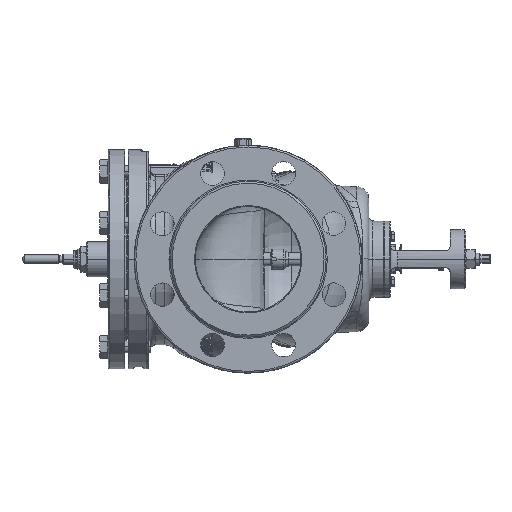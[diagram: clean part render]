
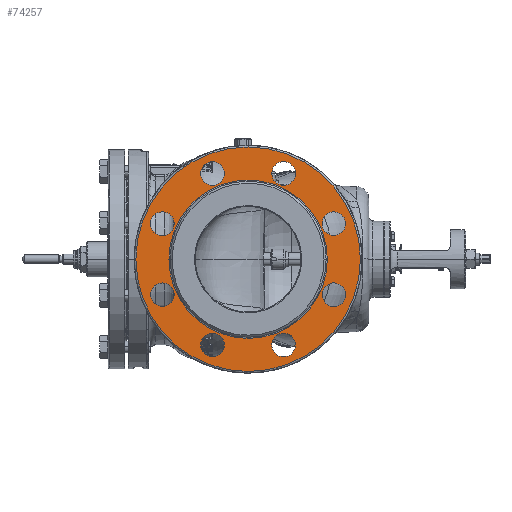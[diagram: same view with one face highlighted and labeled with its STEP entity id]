
A CAD part, left-side view. The second image highlights one B-rep face of the part: STEP entity #74257.
In plain terms, the highlighted planar face has unit normal (-1, 0, 0).
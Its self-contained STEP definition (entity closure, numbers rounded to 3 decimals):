
#20800=CARTESIAN_POINT('',(-197.,0.,0.));
#20801=DIRECTION('',(1.,0.,0.));
#20802=DIRECTION('',(0.,1.,0.));
#20803=AXIS2_PLACEMENT_3D('',#20800,#20801,#20802);
#20808=CARTESIAN_POINT('',(-197.,0.,0.));
#20809=DIRECTION('',(1.,0.,0.));
#20810=DIRECTION('',(0.,-1.,0.));
#20811=AXIS2_PLACEMENT_3D('',#20808,#20809,#20810);
#20816=CARTESIAN_POINT('',(-197.,0.,0.));
#20817=DIRECTION('',(-1.,0.,0.));
#20818=DIRECTION('',(0.,-1.,0.));
#20819=AXIS2_PLACEMENT_3D('',#20816,#20817,#20818);
#20824=CARTESIAN_POINT('',(-197.,0.,0.));
#20825=DIRECTION('',(-1.,0.,0.));
#20826=DIRECTION('',(0.,1.,0.));
#20827=AXIS2_PLACEMENT_3D('',#20824,#20825,#20826);
#20832=CARTESIAN_POINT('',(-197.,101.627,-42.095));
#20833=DIRECTION('',(-1.,0.,0.));
#20834=DIRECTION('',(0.,-1.,0.));
#20835=AXIS2_PLACEMENT_3D('',#20832,#20833,#20834);
#20840=CARTESIAN_POINT('',(-197.,101.627,-42.095));
#20841=DIRECTION('',(-1.,0.,0.));
#20842=DIRECTION('',(0.,1.,0.));
#20843=AXIS2_PLACEMENT_3D('',#20840,#20841,#20842);
#20848=CARTESIAN_POINT('',(-197.,101.627,42.095));
#20849=DIRECTION('',(-1.,0.,0.));
#20850=DIRECTION('',(0.,-0.707,-0.707));
#20851=AXIS2_PLACEMENT_3D('',#20848,#20849,#20850);
#20856=CARTESIAN_POINT('',(-197.,101.627,42.095));
#20857=DIRECTION('',(-1.,0.,0.));
#20858=DIRECTION('',(0.,0.707,0.707));
#20859=AXIS2_PLACEMENT_3D('',#20856,#20857,#20858);
#20864=CARTESIAN_POINT('',(-197.,42.095,101.627));
#20865=DIRECTION('',(-1.,0.,0.));
#20866=DIRECTION('',(0.,0.,-1.));
#20867=AXIS2_PLACEMENT_3D('',#20864,#20865,#20866);
#20872=CARTESIAN_POINT('',(-197.,42.095,101.627));
#20873=DIRECTION('',(-1.,0.,0.));
#20874=DIRECTION('',(0.,0.,1.));
#20875=AXIS2_PLACEMENT_3D('',#20872,#20873,#20874);
#20880=CARTESIAN_POINT('',(-197.,-42.095,101.627));
#20881=DIRECTION('',(-1.,0.,0.));
#20882=DIRECTION('',(0.,0.707,-0.707));
#20883=AXIS2_PLACEMENT_3D('',#20880,#20881,#20882);
#20888=CARTESIAN_POINT('',(-197.,-42.095,101.627));
#20889=DIRECTION('',(-1.,0.,0.));
#20890=DIRECTION('',(0.,-0.707,0.707));
#20891=AXIS2_PLACEMENT_3D('',#20888,#20889,#20890);
#20896=CARTESIAN_POINT('',(-197.,-101.627,42.095));
#20897=DIRECTION('',(-1.,0.,0.));
#20898=DIRECTION('',(0.,1.,0.));
#20899=AXIS2_PLACEMENT_3D('',#20896,#20897,#20898);
#20904=CARTESIAN_POINT('',(-197.,-101.627,42.095));
#20905=DIRECTION('',(-1.,0.,0.));
#20906=DIRECTION('',(0.,-1.,0.));
#20907=AXIS2_PLACEMENT_3D('',#20904,#20905,#20906);
#20912=CARTESIAN_POINT('',(-197.,-101.627,-42.095));
#20913=DIRECTION('',(-1.,0.,0.));
#20914=DIRECTION('',(0.,0.707,0.707));
#20915=AXIS2_PLACEMENT_3D('',#20912,#20913,#20914);
#20920=CARTESIAN_POINT('',(-197.,-101.627,-42.095));
#20921=DIRECTION('',(-1.,0.,0.));
#20922=DIRECTION('',(0.,-0.707,-0.707));
#20923=AXIS2_PLACEMENT_3D('',#20920,#20921,#20922);
#20928=CARTESIAN_POINT('',(-197.,-42.095,-101.627));
#20929=DIRECTION('',(-1.,0.,0.));
#20930=DIRECTION('',(0.,0.,1.));
#20931=AXIS2_PLACEMENT_3D('',#20928,#20929,#20930);
#20936=CARTESIAN_POINT('',(-197.,-42.095,-101.627));
#20937=DIRECTION('',(-1.,0.,0.));
#20938=DIRECTION('',(0.,0.,-1.));
#20939=AXIS2_PLACEMENT_3D('',#20936,#20937,#20938);
#20944=CARTESIAN_POINT('',(-197.,42.095,-101.627));
#20945=DIRECTION('',(-1.,0.,0.));
#20946=DIRECTION('',(0.,-0.707,0.707));
#20947=AXIS2_PLACEMENT_3D('',#20944,#20945,#20946);
#20952=CARTESIAN_POINT('',(-197.,42.095,-101.627));
#20953=DIRECTION('',(-1.,0.,0.));
#20954=DIRECTION('',(0.,0.707,-0.707));
#20955=AXIS2_PLACEMENT_3D('',#20952,#20953,#20954);
#39799=CARTESIAN_POINT('',(-197.,93.828,0.));
#39800=CARTESIAN_POINT('',(-197.,-93.828,0.));
#39801=VERTEX_POINT('',#39799);
#39802=VERTEX_POINT('',#39800);
#39815=CARTESIAN_POINT('',(-197.,-133.,0.));
#39816=CARTESIAN_POINT('',(-197.,133.,0.));
#39817=VERTEX_POINT('',#39815);
#39818=VERTEX_POINT('',#39816);
#41247=CARTESIAN_POINT('',(-197.,115.627,-42.095));
#41249=VERTEX_POINT('',#41247);
#41251=CARTESIAN_POINT('',(-197.,87.627,-42.095));
#41253=VERTEX_POINT('',#41251);
#41255=CARTESIAN_POINT('',(-197.,91.727,32.196));
#41257=VERTEX_POINT('',#41255);
#41259=CARTESIAN_POINT('',(-197.,111.526,51.995));
#41261=VERTEX_POINT('',#41259);
#41263=CARTESIAN_POINT('',(-197.,42.095,87.627));
#41265=VERTEX_POINT('',#41263);
#41267=CARTESIAN_POINT('',(-197.,42.095,115.627));
#41269=VERTEX_POINT('',#41267);
#41271=CARTESIAN_POINT('',(-197.,-32.196,91.727));
#41273=VERTEX_POINT('',#41271);
#41275=CARTESIAN_POINT('',(-197.,-51.995,111.526));
#41277=VERTEX_POINT('',#41275);
#41279=CARTESIAN_POINT('',(-197.,-87.627,42.095));
#41281=VERTEX_POINT('',#41279);
#41283=CARTESIAN_POINT('',(-197.,-115.627,42.095));
#41285=VERTEX_POINT('',#41283);
#41287=CARTESIAN_POINT('',(-197.,-91.727,-32.196));
#41289=VERTEX_POINT('',#41287);
#41291=CARTESIAN_POINT('',(-197.,-111.526,-51.995));
#41293=VERTEX_POINT('',#41291);
#41295=CARTESIAN_POINT('',(-197.,-42.095,-87.627));
#41297=VERTEX_POINT('',#41295);
#41299=CARTESIAN_POINT('',(-197.,-42.095,-115.627));
#41301=VERTEX_POINT('',#41299);
#41303=CARTESIAN_POINT('',(-197.,32.196,-91.727));
#41305=VERTEX_POINT('',#41303);
#41307=CARTESIAN_POINT('',(-197.,51.995,-111.526));
#41309=VERTEX_POINT('',#41307);
#74194=CARTESIAN_POINT('',(-197.,0.,0.));
#74195=DIRECTION('',(-1.,0.,0.));
#74196=DIRECTION('',(0.,1.,0.));
#74197=AXIS2_PLACEMENT_3D('',#74194,#74195,#74196);
#74198=PLANE('',#74197);
#74200=ORIENTED_EDGE('',*,*,#74199,.F.);
#74202=ORIENTED_EDGE('',*,*,#74201,.F.);
#74203=EDGE_LOOP('',(#74200,#74202));
#74204=FACE_OUTER_BOUND('',#74203,.F.);
#74205=ORIENTED_EDGE('',*,*,#74174,.F.);
#74206=ORIENTED_EDGE('',*,*,#74188,.F.);
#74207=EDGE_LOOP('',(#74205,#74206));
#74208=FACE_BOUND('',#74207,.F.);
#74210=ORIENTED_EDGE('',*,*,#74209,.T.);
#74212=ORIENTED_EDGE('',*,*,#74211,.T.);
#74213=EDGE_LOOP('',(#74210,#74212));
#74214=FACE_BOUND('',#74213,.F.);
#74216=ORIENTED_EDGE('',*,*,#74215,.T.);
#74218=ORIENTED_EDGE('',*,*,#74217,.T.);
#74219=EDGE_LOOP('',(#74216,#74218));
#74220=FACE_BOUND('',#74219,.F.);
#74222=ORIENTED_EDGE('',*,*,#74221,.T.);
#74224=ORIENTED_EDGE('',*,*,#74223,.T.);
#74225=EDGE_LOOP('',(#74222,#74224));
#74226=FACE_BOUND('',#74225,.F.);
#74228=ORIENTED_EDGE('',*,*,#74227,.T.);
#74230=ORIENTED_EDGE('',*,*,#74229,.T.);
#74231=EDGE_LOOP('',(#74228,#74230));
#74232=FACE_BOUND('',#74231,.F.);
#74234=ORIENTED_EDGE('',*,*,#74233,.T.);
#74236=ORIENTED_EDGE('',*,*,#74235,.T.);
#74237=EDGE_LOOP('',(#74234,#74236));
#74238=FACE_BOUND('',#74237,.F.);
#74240=ORIENTED_EDGE('',*,*,#74239,.T.);
#74242=ORIENTED_EDGE('',*,*,#74241,.T.);
#74243=EDGE_LOOP('',(#74240,#74242));
#74244=FACE_BOUND('',#74243,.F.);
#74246=ORIENTED_EDGE('',*,*,#74245,.T.);
#74248=ORIENTED_EDGE('',*,*,#74247,.T.);
#74249=EDGE_LOOP('',(#74246,#74248));
#74250=FACE_BOUND('',#74249,.F.);
#74252=ORIENTED_EDGE('',*,*,#74251,.T.);
#74254=ORIENTED_EDGE('',*,*,#74253,.T.);
#74255=EDGE_LOOP('',(#74252,#74254));
#74256=FACE_BOUND('',#74255,.F.);
#20804=CIRCLE('',#20803,93.828);
#20812=CIRCLE('',#20811,93.828);
#20820=CIRCLE('',#20819,133.);
#20828=CIRCLE('',#20827,133.);
#20836=CIRCLE('',#20835,14.);
#20844=CIRCLE('',#20843,14.);
#20852=CIRCLE('',#20851,14.);
#20860=CIRCLE('',#20859,14.);
#20868=CIRCLE('',#20867,14.);
#20876=CIRCLE('',#20875,14.);
#20884=CIRCLE('',#20883,14.);
#20892=CIRCLE('',#20891,14.);
#20900=CIRCLE('',#20899,14.);
#20908=CIRCLE('',#20907,14.);
#20916=CIRCLE('',#20915,14.);
#20924=CIRCLE('',#20923,14.);
#20932=CIRCLE('',#20931,14.);
#20940=CIRCLE('',#20939,14.);
#20948=CIRCLE('',#20947,14.);
#20956=CIRCLE('',#20955,14.);
#74174=EDGE_CURVE('',#39801,#39802,#20804,.T.);
#74188=EDGE_CURVE('',#39802,#39801,#20812,.T.);
#74199=EDGE_CURVE('',#39817,#39818,#20820,.T.);
#74201=EDGE_CURVE('',#39818,#39817,#20828,.T.);
#74209=EDGE_CURVE('',#41253,#41249,#20836,.T.);
#74211=EDGE_CURVE('',#41249,#41253,#20844,.T.);
#74215=EDGE_CURVE('',#41257,#41261,#20852,.T.);
#74217=EDGE_CURVE('',#41261,#41257,#20860,.T.);
#74221=EDGE_CURVE('',#41265,#41269,#20868,.T.);
#74223=EDGE_CURVE('',#41269,#41265,#20876,.T.);
#74227=EDGE_CURVE('',#41273,#41277,#20884,.T.);
#74229=EDGE_CURVE('',#41277,#41273,#20892,.T.);
#74233=EDGE_CURVE('',#41281,#41285,#20900,.T.);
#74235=EDGE_CURVE('',#41285,#41281,#20908,.T.);
#74239=EDGE_CURVE('',#41289,#41293,#20916,.T.);
#74241=EDGE_CURVE('',#41293,#41289,#20924,.T.);
#74245=EDGE_CURVE('',#41297,#41301,#20932,.T.);
#74247=EDGE_CURVE('',#41301,#41297,#20940,.T.);
#74251=EDGE_CURVE('',#41305,#41309,#20948,.T.);
#74253=EDGE_CURVE('',#41309,#41305,#20956,.T.);
#74257=ADVANCED_FACE('',(#74204,#74208,#74214,#74220,#74226,#74232,#74238,
#74244,#74250,#74256),#74198,.T.);
